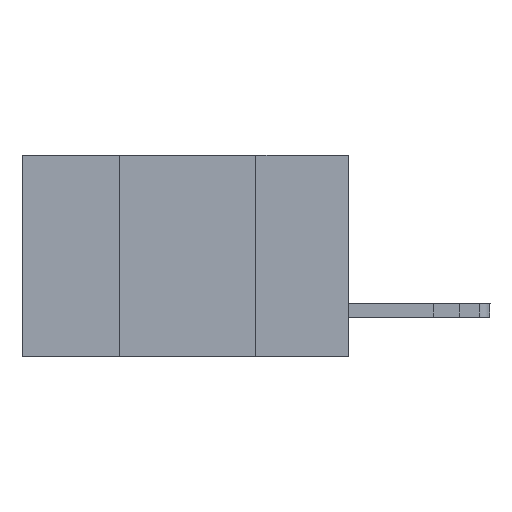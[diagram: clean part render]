
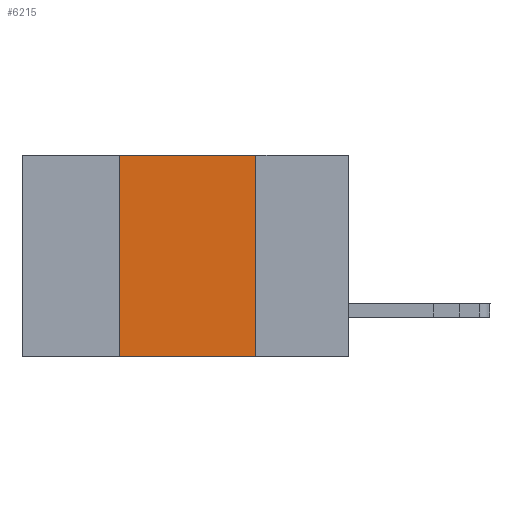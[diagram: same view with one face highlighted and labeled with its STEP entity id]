
A CAD part, left-side view. The second image highlights one B-rep face of the part: STEP entity #6215.
In plain terms, the highlighted planar face has unit normal (-1, 0, 0).
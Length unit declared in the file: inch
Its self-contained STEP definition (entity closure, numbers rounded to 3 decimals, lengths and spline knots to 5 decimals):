
#891 = CARTESIAN_POINT ( 'NONE',  ( 0., 0.6, 0. ) ) ;
#1234 = ORIENTED_EDGE ( 'NONE', *, *, #1955, .F. ) ;
#1955 = EDGE_CURVE ( 'NONE', #14194, #9275, #6202, .T. ) ;
#2145 = FACE_OUTER_BOUND ( 'NONE', #16367, .T. ) ;
#2161 = CARTESIAN_POINT ( 'NONE',  ( 0., 0.17, 0. ) ) ;
#3093 = LINE ( 'NONE', #13050, #11709 ) ;
#3319 = CARTESIAN_POINT ( 'NONE',  ( 0., 0.17, 0. ) ) ;
#3418 = CARTESIAN_POINT ( 'NONE',  ( 0., 0.42, 0. ) ) ;
#3670 = DIRECTION ( 'NONE',  ( 0., 0., -1. ) ) ;
#4360 = ORIENTED_EDGE ( 'NONE', *, *, #4694, .F. ) ;
#4553 = CARTESIAN_POINT ( 'NONE',  ( 0., 0.42, 0. ) ) ;
#4627 = CARTESIAN_POINT ( 'NONE',  ( 0., 0.6, 0. ) ) ;
#4694 = EDGE_CURVE ( 'NONE', #5030, #8199, #7566, .T. ) ;
#5030 = VERTEX_POINT ( 'NONE', #3319 ) ;
#6202 = LINE ( 'NONE', #3418, #12455 ) ;
#6215 = ADVANCED_FACE ( 'NONE', ( #2145 ), #13115, .F. ) ;
#7157 = LINE ( 'NONE', #4627, #9436 ) ;
#7191 = VECTOR ( 'NONE', #7738, 39.37008 ) ;
#7353 = EDGE_CURVE ( 'NONE', #14194, #8199, #3093, .T. ) ;
#7566 = LINE ( 'NONE', #2161, #7191 ) ;
#7738 = DIRECTION ( 'NONE',  ( 0., 0., -1. ) ) ;
#8124 = EDGE_CURVE ( 'NONE', #9275, #5030, #7157, .T. ) ;
#8199 = VERTEX_POINT ( 'NONE', #13987 ) ;
#8803 = ORIENTED_EDGE ( 'NONE', *, *, #7353, .T. ) ;
#8845 = ORIENTED_EDGE ( 'NONE', *, *, #8124, .F. ) ;
#9275 = VERTEX_POINT ( 'NONE', #4553 ) ;
#9436 = VECTOR ( 'NONE', #15327, 39.37008 ) ;
#10493 = DIRECTION ( 'NONE',  ( 1., 0., 0. ) ) ;
#10608 = AXIS2_PLACEMENT_3D ( 'NONE', #891, #10493, #3670 ) ;
#11709 = VECTOR ( 'NONE', #17132, 39.37008 ) ;
#12455 = VECTOR ( 'NONE', #15544, 39.37008 ) ;
#13050 = CARTESIAN_POINT ( 'NONE',  ( 0., 0.6, -0.37 ) ) ;
#13115 = PLANE ( 'NONE',  #10608 ) ;
#13987 = CARTESIAN_POINT ( 'NONE',  ( 0., 0.17, -0.37 ) ) ;
#14194 = VERTEX_POINT ( 'NONE', #15520 ) ;
#15327 = DIRECTION ( 'NONE',  ( 0., -1., 0. ) ) ;
#15520 = CARTESIAN_POINT ( 'NONE',  ( 0., 0.42, -0.37 ) ) ;
#15544 = DIRECTION ( 'NONE',  ( 0., 0., 1. ) ) ;
#16367 = EDGE_LOOP ( 'NONE', ( #4360, #8845, #1234, #8803 ) ) ;
#17132 = DIRECTION ( 'NONE',  ( 0., -1., 0. ) ) ;
